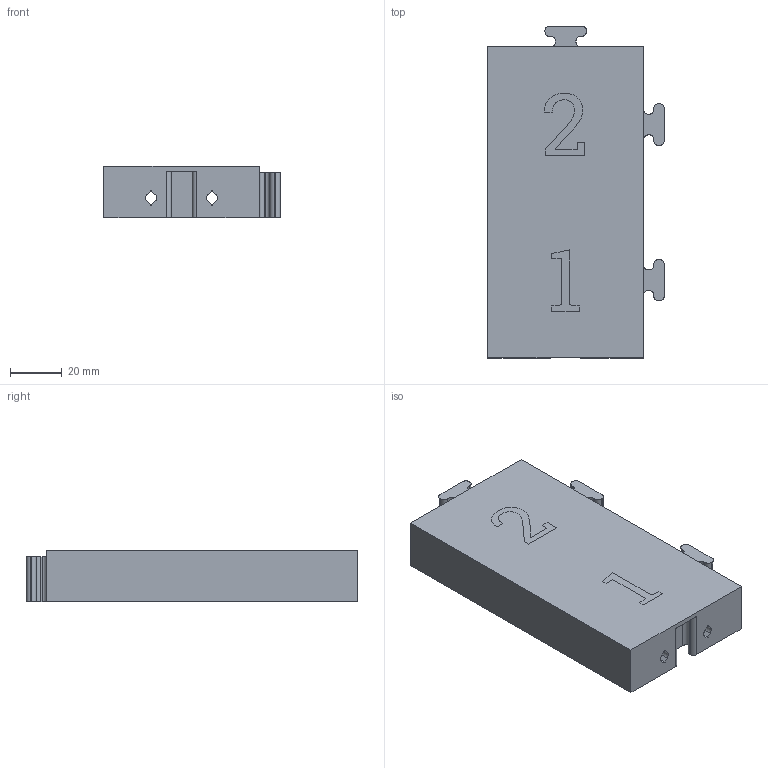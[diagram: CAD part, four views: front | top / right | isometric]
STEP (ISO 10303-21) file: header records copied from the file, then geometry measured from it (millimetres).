
FILE_DESCRIPTION(/* description */ ('STEP AP242','CAx-IF Rec.Pracs.---Representation and Presentation of Product Manufacturing Information (PMI)---4.0---2014-10-13','CAx-IF Rec.Pracs.---3D Tessellated Geometry---0.4---2014-09-14','2;1'),/* implementation_level */ '2;1');
FILE_NAME(/* name */ '68d0c8a042150b55ebef63d2',/* time_stamp */ '2025-09-22T03:55:13Z',/* author */ (''),/* organization */ (''),/* preprocessor_version */ 'ST-DEVELOPER v20',/* originating_system */ 'ONSHAPE BY PTC INC, 1.204',/* authorisation */ ' ');
FILE_SCHEMA (('AP242_MANAGED_MODEL_BASED_3D_ENGINEERING_MIM_LF { 1 0 10303 442 1 1 4 }'));
Length unit declared in the file: metre
Products named in the file (3): White-21-Fullsize-2; White-21-Fullsize-1; FE1x2-TTSF-21Robota24mmWhite
Bounding box: 68 x 127.95 x 20 mm (x, y, z)
Volume: 134493.7 mm3; surface area: 32459.4 mm2
Topology: 3 solids, 3 shells, 332 faces, 988 edges, 642 vertices
Faces by surface type: plane 220, cylinder 86, bspline 24, cone 2
Full cylindrical faces by diameter (mm): 14 x2
Entity records: 11340 total; most frequent: CARTESIAN_POINT 2353, ORIENTED_EDGE 1968, DIRECTION 1732, EDGE_CURVE 984, LINE 698, VECTOR 698, VERTEX_POINT 642, AXIS2_PLACEMENT_3D 517
